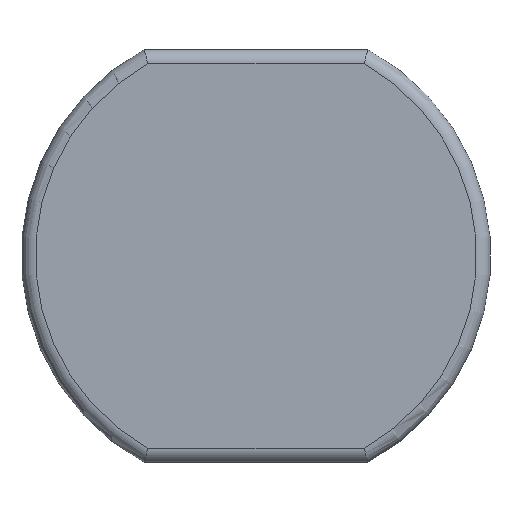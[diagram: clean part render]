
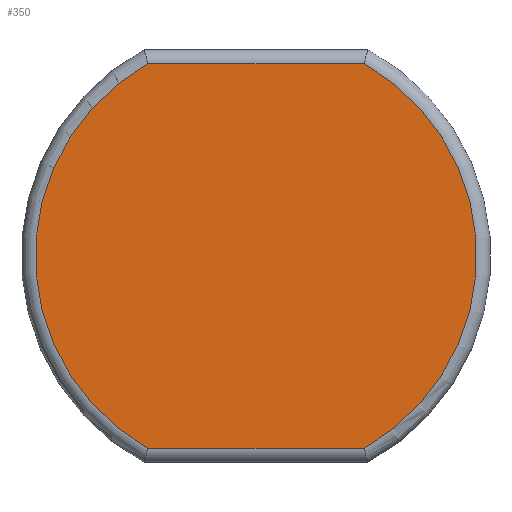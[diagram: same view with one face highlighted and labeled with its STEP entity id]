
A CAD part, front view. The second image highlights one B-rep face of the part: STEP entity #350.
In plain terms, the highlighted planar face has unit normal (0, -1, 0).
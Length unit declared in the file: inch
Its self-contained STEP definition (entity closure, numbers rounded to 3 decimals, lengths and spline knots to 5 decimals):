
#23=PLANE('',#381);
#29=LINE('',#1568,#39);
#31=LINE('',#1604,#41);
#39=VECTOR('',#412,0.3937);
#41=VECTOR('',#422,0.3937);
#54=CIRCLE('',#372,0.4675);
#56=CIRCLE('',#376,0.4675);
#101=FACE_OUTER_BOUND('',#124,.T.);
#124=EDGE_LOOP('',(#288,#289,#290,#291));
#177=VERTEX_POINT('',#1533);
#178=VERTEX_POINT('',#1548);
#180=VERTEX_POINT('',#1567);
#182=VERTEX_POINT('',#1586);
#213=EDGE_CURVE('',#177,#178,#54,.T.);
#216=EDGE_CURVE('',#178,#180,#29,.T.);
#219=EDGE_CURVE('',#180,#182,#56,.T.);
#222=EDGE_CURVE('',#182,#177,#31,.T.);
#288=ORIENTED_EDGE('',*,*,#213,.F.);
#289=ORIENTED_EDGE('',*,*,#222,.F.);
#290=ORIENTED_EDGE('',*,*,#219,.F.);
#291=ORIENTED_EDGE('',*,*,#216,.F.);
#350=ADVANCED_FACE('',(#101),#23,.T.);
#372=AXIS2_PLACEMENT_3D('',#1549,#407,#408);
#376=AXIS2_PLACEMENT_3D('',#1587,#417,#418);
#381=AXIS2_PLACEMENT_3D('',#1641,#433,#434);
#407=DIRECTION('center_axis',(0.,1.,0.));
#408=DIRECTION('ref_axis',(1.,0.,0.));
#412=DIRECTION('',(-1.,0.,0.));
#417=DIRECTION('center_axis',(0.,1.,0.));
#418=DIRECTION('ref_axis',(-1.,0.,0.));
#422=DIRECTION('',(1.,0.,0.));
#433=DIRECTION('center_axis',(0.,-1.,0.));
#434=DIRECTION('ref_axis',(0.,0.,-1.));
#1533=CARTESIAN_POINT('',(0.22913,0.,0.4075));
#1548=CARTESIAN_POINT('',(0.22913,0.,-0.4075));
#1549=CARTESIAN_POINT('Origin',(0.,0.,0.));
#1567=CARTESIAN_POINT('',(-0.22913,0.,-0.4075));
#1568=CARTESIAN_POINT('',(-0.57752,0.,-0.4075));
#1586=CARTESIAN_POINT('',(-0.22913,0.,0.4075));
#1587=CARTESIAN_POINT('Origin',(0.,0.,0.));
#1604=CARTESIAN_POINT('',(-0.11843,0.,0.4075));
#1641=CARTESIAN_POINT('Origin',(0.,0.,0.));
